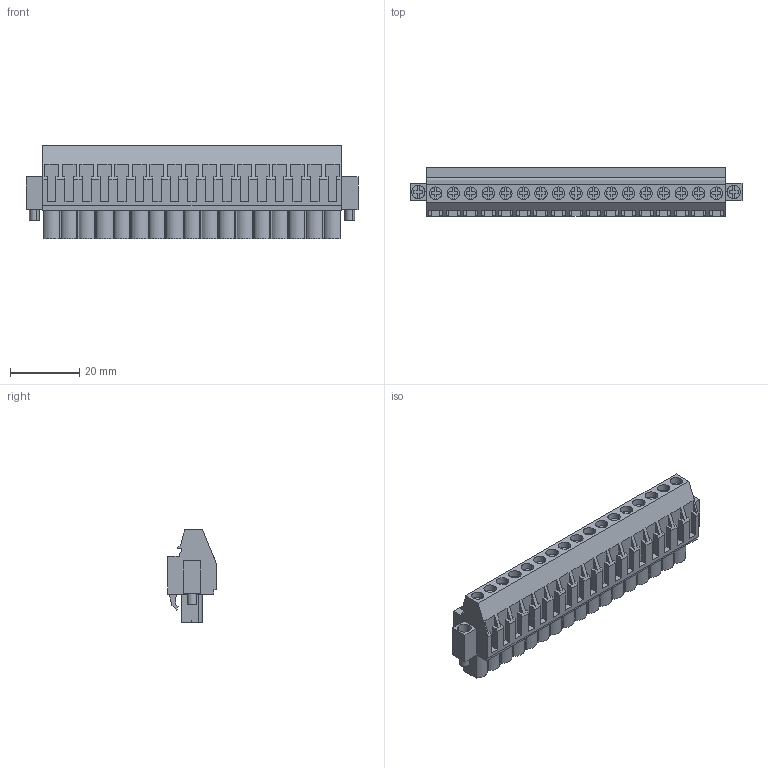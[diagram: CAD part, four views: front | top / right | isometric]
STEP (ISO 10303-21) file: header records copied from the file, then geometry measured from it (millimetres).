
FILE_DESCRIPTION(('CATIA V5 STEP','CAx-IF Rec.Pracs.--- Model Styling and Organization---1.2---2011-12-15'),'2;1');
FILE_NAME ('7246747_2_1950190000_1950190000.stp','2017-09-08T12:21:09+00:00',('none'),('Weidmueller'),'CATIA Version 5-6 Release 2014','CATIA V5 STEP AP214','none');
FILE_SCHEMA(('AUTOMOTIVE_DESIGN { 1 0 10303 214 1 1 1 1 }'));
Length unit declared in the file: millimetre
Products named in the file (1): 1950190000
Bounding box: 96.16 x 14.1 x 27.2 mm (x, y, z)
Volume: 20084.1 mm3; surface area: 12018.9 mm2
Topology: 20 solids, 20 shells, 1163 faces, 3204 edges, 2158 vertices
Faces by surface type: plane 990, cylinder 171, extrusion 2
Entity records: 33851 total; most frequent: ORIENTED_EDGE 6408, CARTESIAN_POINT 6038, DIRECTION 4548, EDGE_CURVE 3204, VECTOR 2784, LINE 2782, VERTEX_POINT 2158, EDGE_LOOP 1244
